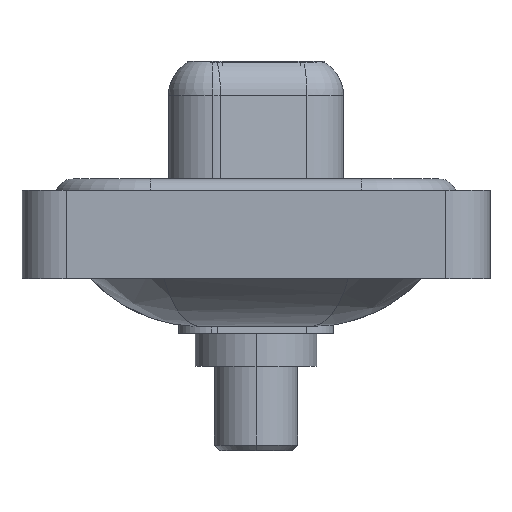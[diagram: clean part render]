
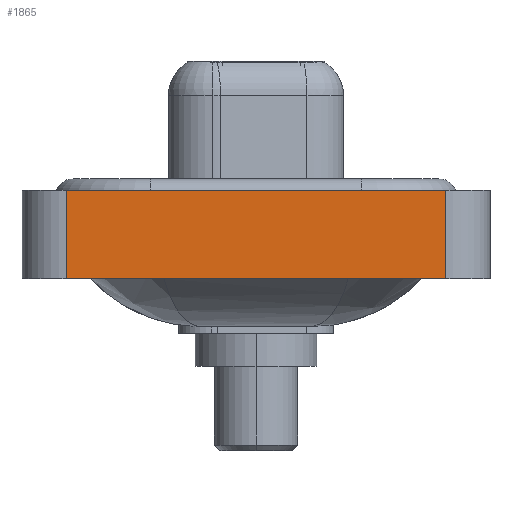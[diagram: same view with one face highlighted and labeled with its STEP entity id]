
A CAD part, left-side view. The second image highlights one B-rep face of the part: STEP entity #1865.
In plain terms, the highlighted planar face has unit normal (-1, 0, 0).
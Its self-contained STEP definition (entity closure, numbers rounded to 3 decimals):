
#472 = VECTOR ( 'NONE', #8284, 1000. ) ;
#491 = CARTESIAN_POINT ( 'NONE',  ( -7.25, -8.55, -3.6 ) ) ;
#802 = LINE ( 'NONE', #11156, #13967 ) ;
#1189 = CARTESIAN_POINT ( 'NONE',  ( -7.25, -8.55, 0.4 ) ) ;
#1865 = ADVANCED_FACE ( 'NONE', ( #6451 ), #11769, .T. ) ;
#2188 = EDGE_CURVE ( 'NONE', #9275, #12131, #802, .T. ) ;
#2927 = CARTESIAN_POINT ( 'NONE',  ( -7.25, -8.55, 0.4 ) ) ;
#3491 = DIRECTION ( 'NONE',  ( -1., 0., 0. ) ) ;
#3648 = CARTESIAN_POINT ( 'NONE',  ( -7.25, 8.55, -3.6 ) ) ;
#3827 = DIRECTION ( 'NONE',  ( 0., -1., 0. ) ) ;
#4884 = EDGE_CURVE ( 'NONE', #9616, #11670, #9185, .T. ) ;
#5687 = VECTOR ( 'NONE', #3827, 1000. ) ;
#6018 = ORIENTED_EDGE ( 'NONE', *, *, #2188, .T. ) ;
#6154 = ORIENTED_EDGE ( 'NONE', *, *, #4884, .F. ) ;
#6451 = FACE_OUTER_BOUND ( 'NONE', #9091, .T. ) ;
#7173 = CARTESIAN_POINT ( 'NONE',  ( -7.25, -8.55, -3.6 ) ) ;
#7387 = DIRECTION ( 'NONE',  ( 0., 0., 1. ) ) ;
#8207 = LINE ( 'NONE', #7173, #472 ) ;
#8284 = DIRECTION ( 'NONE',  ( 0., -1., 0. ) ) ;
#9091 = EDGE_LOOP ( 'NONE', ( #6018, #16879, #6154, #14570 ) ) ;
#9185 = LINE ( 'NONE', #14421, #11161 ) ;
#9253 = EDGE_CURVE ( 'NONE', #11670, #12131, #10508, .T. ) ;
#9275 = VERTEX_POINT ( 'NONE', #491 ) ;
#9616 = VERTEX_POINT ( 'NONE', #3648 ) ;
#10508 = LINE ( 'NONE', #1189, #5687 ) ;
#11156 = CARTESIAN_POINT ( 'NONE',  ( -7.25, -8.55, -3.6 ) ) ;
#11161 = VECTOR ( 'NONE', #15791, 1000. ) ;
#11670 = VERTEX_POINT ( 'NONE', #11951 ) ;
#11691 = DIRECTION ( 'NONE',  ( 0., 0., 1. ) ) ;
#11769 = PLANE ( 'NONE',  #14077 ) ;
#11951 = CARTESIAN_POINT ( 'NONE',  ( -7.25, 8.55, 0.4 ) ) ;
#12131 = VERTEX_POINT ( 'NONE', #2927 ) ;
#13967 = VECTOR ( 'NONE', #7387, 1000. ) ;
#14077 = AXIS2_PLACEMENT_3D ( 'NONE', #15238, #3491, #11691 ) ;
#14421 = CARTESIAN_POINT ( 'NONE',  ( -7.25, 8.55, -3.6 ) ) ;
#14570 = ORIENTED_EDGE ( 'NONE', *, *, #16014, .T. ) ;
#15238 = CARTESIAN_POINT ( 'NONE',  ( -7.25, -8.55, -3.6 ) ) ;
#15791 = DIRECTION ( 'NONE',  ( 0., 0., 1. ) ) ;
#16014 = EDGE_CURVE ( 'NONE', #9616, #9275, #8207, .T. ) ;
#16879 = ORIENTED_EDGE ( 'NONE', *, *, #9253, .F. ) ;
